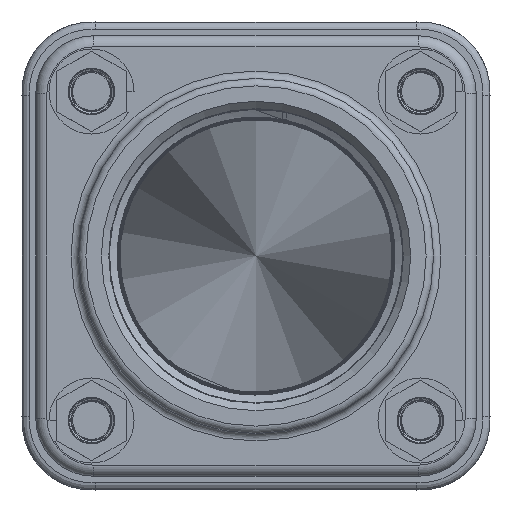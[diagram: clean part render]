
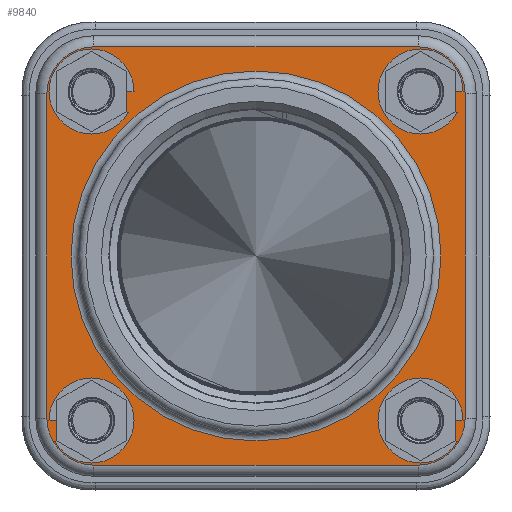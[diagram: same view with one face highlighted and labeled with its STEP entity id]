
A CAD part, front view. The second image highlights one B-rep face of the part: STEP entity #9840.
In plain terms, the highlighted face is planar.
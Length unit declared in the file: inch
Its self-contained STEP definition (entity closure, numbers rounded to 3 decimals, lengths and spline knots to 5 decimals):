
#610=FACE_BOUND('',#1918,.T.);
#611=FACE_BOUND('',#1919,.T.);
#612=FACE_BOUND('',#1920,.T.);
#613=FACE_BOUND('',#1921,.T.);
#614=FACE_BOUND('',#1922,.T.);
#789=PLANE('',#10825);
#1318=FACE_OUTER_BOUND('',#1917,.T.);
#1917=EDGE_LOOP('',(#8319,#8320,#8321,#8322,#8323,#8324,#8325,#8326));
#1918=EDGE_LOOP('',(#8327));
#1919=EDGE_LOOP('',(#8328));
#1920=EDGE_LOOP('',(#8329));
#1921=EDGE_LOOP('',(#8330));
#1922=EDGE_LOOP('',(#8331,#8332));
#2419=CIRCLE('',#10823,1.495);
#2420=CIRCLE('',#10824,1.495);
#2421=CIRCLE('',#10826,0.38);
#2422=CIRCLE('',#10827,0.38);
#2423=CIRCLE('',#10828,0.38);
#2424=CIRCLE('',#10829,0.38);
#2425=CIRCLE('',#10830,0.203);
#2426=CIRCLE('',#10831,0.203);
#2427=CIRCLE('',#10832,0.203);
#2428=CIRCLE('',#10833,0.203);
#3096=LINE('',#21004,#3759);
#3097=LINE('',#21008,#3760);
#3098=LINE('',#21012,#3761);
#3099=LINE('',#21016,#3762);
#3759=VECTOR('',#12940,0.3937);
#3760=VECTOR('',#12943,0.3937);
#3761=VECTOR('',#12946,0.3937);
#3762=VECTOR('',#12949,0.3937);
#4569=VERTEX_POINT('',#20996);
#4570=VERTEX_POINT('',#20998);
#4571=VERTEX_POINT('',#21002);
#4572=VERTEX_POINT('',#21003);
#4573=VERTEX_POINT('',#21005);
#4574=VERTEX_POINT('',#21007);
#4575=VERTEX_POINT('',#21009);
#4576=VERTEX_POINT('',#21011);
#4577=VERTEX_POINT('',#21013);
#4578=VERTEX_POINT('',#21015);
#4579=VERTEX_POINT('',#21018);
#4580=VERTEX_POINT('',#21020);
#4581=VERTEX_POINT('',#21022);
#4582=VERTEX_POINT('',#21024);
#5875=EDGE_CURVE('',#4569,#4570,#2419,.T.);
#5876=EDGE_CURVE('',#4570,#4569,#2420,.T.);
#5877=EDGE_CURVE('',#4571,#4572,#3096,.T.);
#5878=EDGE_CURVE('',#4573,#4571,#2421,.T.);
#5879=EDGE_CURVE('',#4574,#4573,#3097,.T.);
#5880=EDGE_CURVE('',#4575,#4574,#2422,.T.);
#5881=EDGE_CURVE('',#4576,#4575,#3098,.T.);
#5882=EDGE_CURVE('',#4577,#4576,#2423,.T.);
#5883=EDGE_CURVE('',#4578,#4577,#3099,.T.);
#5884=EDGE_CURVE('',#4572,#4578,#2424,.T.);
#5885=EDGE_CURVE('',#4579,#4579,#2425,.T.);
#5886=EDGE_CURVE('',#4580,#4580,#2426,.T.);
#5887=EDGE_CURVE('',#4581,#4581,#2427,.T.);
#5888=EDGE_CURVE('',#4582,#4582,#2428,.T.);
#8319=ORIENTED_EDGE('',*,*,#5877,.F.);
#8320=ORIENTED_EDGE('',*,*,#5878,.F.);
#8321=ORIENTED_EDGE('',*,*,#5879,.F.);
#8322=ORIENTED_EDGE('',*,*,#5880,.F.);
#8323=ORIENTED_EDGE('',*,*,#5881,.F.);
#8324=ORIENTED_EDGE('',*,*,#5882,.F.);
#8325=ORIENTED_EDGE('',*,*,#5883,.F.);
#8326=ORIENTED_EDGE('',*,*,#5884,.F.);
#8327=ORIENTED_EDGE('',*,*,#5885,.T.);
#8328=ORIENTED_EDGE('',*,*,#5886,.T.);
#8329=ORIENTED_EDGE('',*,*,#5887,.T.);
#8330=ORIENTED_EDGE('',*,*,#5888,.T.);
#8331=ORIENTED_EDGE('',*,*,#5876,.F.);
#8332=ORIENTED_EDGE('',*,*,#5875,.F.);
#9840=ADVANCED_FACE('',(#1318,#610,#611,#612,#613,#614),#789,.T.);
#10823=AXIS2_PLACEMENT_3D('',#20999,#12934,#12935);
#10824=AXIS2_PLACEMENT_3D('',#21000,#12936,#12937);
#10825=AXIS2_PLACEMENT_3D('',#21001,#12938,#12939);
#10826=AXIS2_PLACEMENT_3D('',#21006,#12941,#12942);
#10827=AXIS2_PLACEMENT_3D('',#21010,#12944,#12945);
#10828=AXIS2_PLACEMENT_3D('',#21014,#12947,#12948);
#10829=AXIS2_PLACEMENT_3D('',#21017,#12950,#12951);
#10830=AXIS2_PLACEMENT_3D('',#21019,#12952,#12953);
#10831=AXIS2_PLACEMENT_3D('',#21021,#12954,#12955);
#10832=AXIS2_PLACEMENT_3D('',#21023,#12956,#12957);
#10833=AXIS2_PLACEMENT_3D('',#21025,#12958,#12959);
#12934=DIRECTION('center_axis',(-1.,0.,0.));
#12935=DIRECTION('ref_axis',(0.,-1.,0.));
#12936=DIRECTION('center_axis',(-1.,0.,0.));
#12937=DIRECTION('ref_axis',(0.,-1.,0.));
#12938=DIRECTION('center_axis',(-1.,0.,0.));
#12939=DIRECTION('ref_axis',(0.,0.,1.));
#12940=DIRECTION('',(0.,0.,1.));
#12941=DIRECTION('center_axis',(1.,0.,0.));
#12942=DIRECTION('ref_axis',(0.,0.707,-0.707));
#12943=DIRECTION('',(0.,1.,0.));
#12944=DIRECTION('center_axis',(1.,0.,0.));
#12945=DIRECTION('ref_axis',(0.,-0.707,-0.707));
#12946=DIRECTION('',(0.,0.,-1.));
#12947=DIRECTION('center_axis',(1.,0.,0.));
#12948=DIRECTION('ref_axis',(0.,-0.707,0.707));
#12949=DIRECTION('',(0.,-1.,0.));
#12950=DIRECTION('center_axis',(1.,0.,0.));
#12951=DIRECTION('ref_axis',(0.,0.707,0.707));
#12952=DIRECTION('center_axis',(1.,0.,0.));
#12953=DIRECTION('ref_axis',(0.,0.,1.));
#12954=DIRECTION('center_axis',(1.,0.,0.));
#12955=DIRECTION('ref_axis',(0.,1.,0.));
#12956=DIRECTION('center_axis',(1.,0.,0.));
#12957=DIRECTION('ref_axis',(0.,0.,-1.));
#12958=DIRECTION('center_axis',(1.,0.,0.));
#12959=DIRECTION('ref_axis',(0.,-1.,0.));
#20996=CARTESIAN_POINT('',(-0.75,0.,1.495));
#20998=CARTESIAN_POINT('',(-0.75,1.495,0.));
#20999=CARTESIAN_POINT('Origin',(-0.75,0.,0.));
#21000=CARTESIAN_POINT('Origin',(-0.75,0.,0.));
#21001=CARTESIAN_POINT('Origin',(-0.75,1.6075,0.));
#21002=CARTESIAN_POINT('',(-0.75,1.69,-1.31));
#21003=CARTESIAN_POINT('',(-0.75,1.69,1.31));
#21004=CARTESIAN_POINT('',(-0.75,1.69,-0.655));
#21005=CARTESIAN_POINT('',(-0.75,1.31,-1.69));
#21006=CARTESIAN_POINT('Origin',(-0.75,1.31,-1.31));
#21007=CARTESIAN_POINT('',(-0.75,-1.31,-1.69));
#21008=CARTESIAN_POINT('',(-0.75,0.14875,-1.69));
#21009=CARTESIAN_POINT('',(-0.75,-1.69,-1.31));
#21010=CARTESIAN_POINT('Origin',(-0.75,-1.31,-1.31));
#21011=CARTESIAN_POINT('',(-0.75,-1.69,1.31));
#21012=CARTESIAN_POINT('',(-0.75,-1.69,0.655));
#21013=CARTESIAN_POINT('',(-0.75,-1.31,1.69));
#21014=CARTESIAN_POINT('Origin',(-0.75,-1.31,1.31));
#21015=CARTESIAN_POINT('',(-0.75,1.31,1.69));
#21016=CARTESIAN_POINT('',(-0.75,1.45875,1.69));
#21017=CARTESIAN_POINT('Origin',(-0.75,1.31,1.31));
#21018=CARTESIAN_POINT('',(-0.75,1.32936,-1.53236));
#21019=CARTESIAN_POINT('Origin',(-0.75,1.32936,-1.32936));
#21020=CARTESIAN_POINT('',(-0.75,-1.53236,-1.32936));
#21021=CARTESIAN_POINT('Origin',(-0.75,-1.32936,-1.32936));
#21022=CARTESIAN_POINT('',(-0.75,-1.32936,1.53236));
#21023=CARTESIAN_POINT('Origin',(-0.75,-1.32936,1.32936));
#21024=CARTESIAN_POINT('',(-0.75,1.53236,1.32936));
#21025=CARTESIAN_POINT('Origin',(-0.75,1.32936,1.32936));
